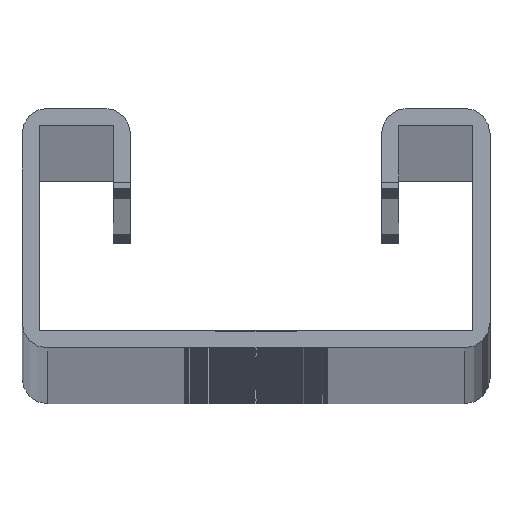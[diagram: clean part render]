
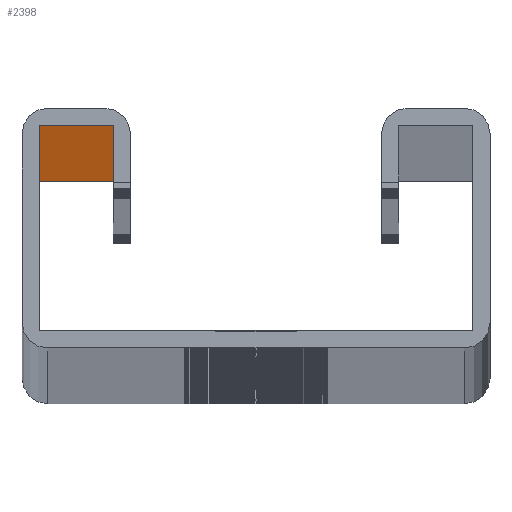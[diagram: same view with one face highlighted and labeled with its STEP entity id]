
A CAD part, top view. The second image highlights one B-rep face of the part: STEP entity #2398.
In plain terms, the highlighted planar face has unit normal (0, -1, 0).
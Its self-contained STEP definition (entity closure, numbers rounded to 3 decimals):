
#492 = CARTESIAN_POINT ( 'NONE',  ( -19., 19.5, 0. ) ) ;
#1654 = DIRECTION ( 'NONE',  ( 0., -1., 0. ) ) ;
#2398 = ADVANCED_FACE ( 'NONE', ( #60324 ), #6200, .T. ) ;
#2804 = CARTESIAN_POINT ( 'NONE',  ( -19., 19.5, -2800. ) ) ;
#3393 = LINE ( 'NONE', #60382, #46303 ) ;
#5191 = VERTEX_POINT ( 'NONE', #44102 ) ;
#5327 = VECTOR ( 'NONE', #12718, 1000. ) ;
#6200 = PLANE ( 'NONE',  #43163 ) ;
#7287 = VECTOR ( 'NONE', #34966, 1000. ) ;
#11107 = ORIENTED_EDGE ( 'NONE', *, *, #59535, .T. ) ;
#12718 = DIRECTION ( 'NONE',  ( 0., 0., -1. ) ) ;
#14245 = LINE ( 'NONE', #59298, #5327 ) ;
#16139 = DIRECTION ( 'NONE',  ( 0., 0., -1. ) ) ;
#20896 = EDGE_LOOP ( 'NONE', ( #55956, #53673, #11107, #29269 ) ) ;
#23409 = CARTESIAN_POINT ( 'NONE',  ( 0., 19.5, 0. ) ) ;
#24688 = VERTEX_POINT ( 'NONE', #56782 ) ;
#25459 = CARTESIAN_POINT ( 'NONE',  ( -12.5, 19.5, -1400. ) ) ;
#29269 = ORIENTED_EDGE ( 'NONE', *, *, #33851, .F. ) ;
#29555 = VECTOR ( 'NONE', #51746, 1000. ) ;
#30392 = LINE ( 'NONE', #23409, #29555 ) ;
#33851 = EDGE_CURVE ( 'NONE', #24688, #5191, #37612, .T. ) ;
#34144 = CARTESIAN_POINT ( 'NONE',  ( -20.5, 19.5, -1400. ) ) ;
#34966 = DIRECTION ( 'NONE',  ( 0., 0., -1. ) ) ;
#37612 = LINE ( 'NONE', #25459, #7287 ) ;
#38741 = VERTEX_POINT ( 'NONE', #492 ) ;
#41241 = EDGE_CURVE ( 'NONE', #38741, #45636, #14245, .T. ) ;
#43163 = AXIS2_PLACEMENT_3D ( 'NONE', #34144, #1654, #16139 ) ;
#44102 = CARTESIAN_POINT ( 'NONE',  ( -12.5, 19.5, -2800. ) ) ;
#45636 = VERTEX_POINT ( 'NONE', #2804 ) ;
#45642 = DIRECTION ( 'NONE',  ( 1., 0., 0. ) ) ;
#46303 = VECTOR ( 'NONE', #45642, 1000. ) ;
#51746 = DIRECTION ( 'NONE',  ( 1., 0., 0. ) ) ;
#53673 = ORIENTED_EDGE ( 'NONE', *, *, #41241, .T. ) ;
#55956 = ORIENTED_EDGE ( 'NONE', *, *, #61251, .F. ) ;
#56782 = CARTESIAN_POINT ( 'NONE',  ( -12.5, 19.5, 0. ) ) ;
#59298 = CARTESIAN_POINT ( 'NONE',  ( -19., 19.5, -1400. ) ) ;
#59535 = EDGE_CURVE ( 'NONE', #45636, #5191, #3393, .T. ) ;
#60324 = FACE_OUTER_BOUND ( 'NONE', #20896, .T. ) ;
#60382 = CARTESIAN_POINT ( 'NONE',  ( -20.5, 19.5, -2800. ) ) ;
#61251 = EDGE_CURVE ( 'NONE', #38741, #24688, #30392, .T. ) ;
